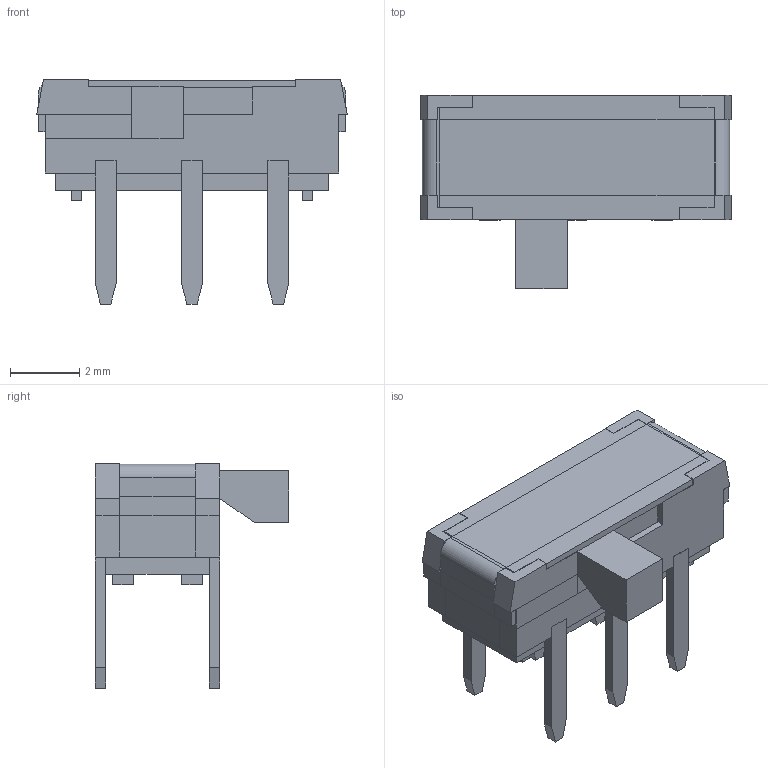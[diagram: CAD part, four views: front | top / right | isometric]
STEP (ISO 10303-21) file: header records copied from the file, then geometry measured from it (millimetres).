
FILE_DESCRIPTION(('FreeCAD Model'),'2;1');
FILE_NAME('SW_CuK_JS202011AQN_DPDT_Angled.step','2017-06-08T17:10:02',( 'kicad StepUp'),('ksu MCAD'),'Open CASCADE STEP processor 6.8', 'FreeCAD','Unknown');
FILE_SCHEMA(('AUTOMOTIVE_DESIGN_CC2 { 1 2 10303 214 -1 1 5 4 }'));
Length unit declared in the file: millimetre
Products named in the file (1): SW_CuK_JS202011AQN_DPDT_Angled
Bounding box: 9 x 5.61 x 6.5 mm (x, y, z)
Volume: 104 mm3; surface area: 193 mm2
Topology: 1 solids, 1 shells, 182 faces, 493 edges, 317 vertices
Faces by surface type: plane 180, cylinder 2
Entity records: 6856 total; most frequent: CARTESIAN_POINT 993, ORIENTED_EDGE 986, DIRECTION 871, EDGE_CURVE 493, LINE 481, VECTOR 481, VERTEX_POINT 317, AXIS2_PLACEMENT_3D 195
